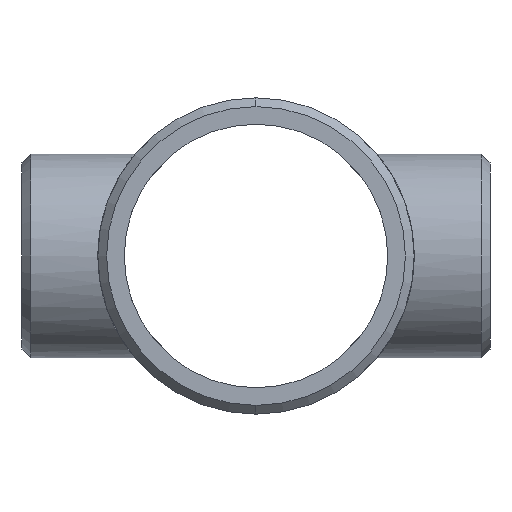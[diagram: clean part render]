
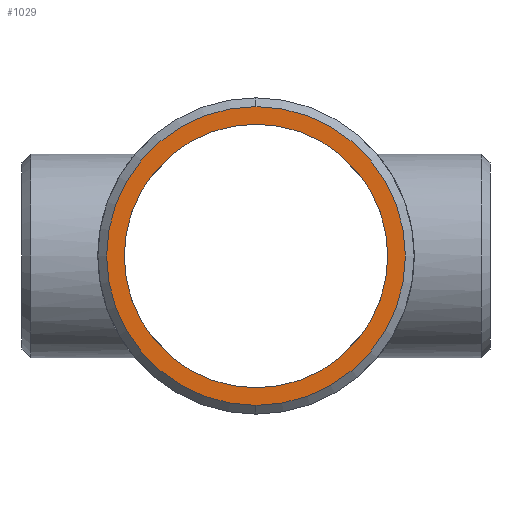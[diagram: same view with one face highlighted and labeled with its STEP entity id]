
A CAD part, left-side view. The second image highlights one B-rep face of the part: STEP entity #1029.
In plain terms, the highlighted planar face has unit normal (-1, 0, 0).
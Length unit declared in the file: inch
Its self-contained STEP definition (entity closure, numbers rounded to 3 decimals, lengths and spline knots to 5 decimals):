
#70 = CIRCLE ( 'NONE', #1232, 3.5935 ) ;
#79 = DIRECTION ( 'NONE',  ( -1., 0., 0. ) ) ;
#123 = CIRCLE ( 'NONE', #1205, 4.07283 ) ;
#133 = CARTESIAN_POINT ( 'NONE',  ( -7., 0., 0. ) ) ;
#174 = PLANE ( 'NONE',  #337 ) ;
#183 = EDGE_LOOP ( 'NONE', ( #856, #429 ) ) ;
#219 = DIRECTION ( 'NONE',  ( 0., 0., 1. ) ) ;
#233 = CIRCLE ( 'NONE', #795, 4.07283 ) ;
#246 = DIRECTION ( 'NONE',  ( 0., 0., 1. ) ) ;
#286 = CARTESIAN_POINT ( 'NONE',  ( -7., 0., -4.07283 ) ) ;
#287 = DIRECTION ( 'NONE',  ( 0., 0., -1. ) ) ;
#308 = VERTEX_POINT ( 'NONE', #787 ) ;
#337 = AXIS2_PLACEMENT_3D ( 'NONE', #368, #1098, #287 ) ;
#346 = DIRECTION ( 'NONE',  ( 1., 0., 0. ) ) ;
#368 = CARTESIAN_POINT ( 'NONE',  ( -7., 0., 0. ) ) ;
#394 = VERTEX_POINT ( 'NONE', #286 ) ;
#414 = ORIENTED_EDGE ( 'NONE', *, *, #764, .T. ) ;
#429 = ORIENTED_EDGE ( 'NONE', *, *, #667, .T. ) ;
#432 = DIRECTION ( 'NONE',  ( -1., 0., 0. ) ) ;
#450 = CIRCLE ( 'NONE', #989, 3.5935 ) ;
#460 = DIRECTION ( 'NONE',  ( 1., 0., 0. ) ) ;
#507 = EDGE_LOOP ( 'NONE', ( #836, #414 ) ) ;
#565 = CARTESIAN_POINT ( 'NONE',  ( -7., 0., 0. ) ) ;
#568 = FACE_BOUND ( 'NONE', #183, .T. ) ;
#652 = DIRECTION ( 'NONE',  ( 0., 0., 1. ) ) ;
#656 = CARTESIAN_POINT ( 'NONE',  ( -7., 0., 0. ) ) ;
#667 = EDGE_CURVE ( 'NONE', #1247, #941, #70, .T. ) ;
#674 = EDGE_CURVE ( 'NONE', #941, #1247, #450, .T. ) ;
#696 = FACE_OUTER_BOUND ( 'NONE', #507, .T. ) ;
#764 = EDGE_CURVE ( 'NONE', #308, #394, #123, .T. ) ;
#787 = CARTESIAN_POINT ( 'NONE',  ( -7., 0., 4.07283 ) ) ;
#795 = AXIS2_PLACEMENT_3D ( 'NONE', #656, #432, #219 ) ;
#836 = ORIENTED_EDGE ( 'NONE', *, *, #1263, .T. ) ;
#856 = ORIENTED_EDGE ( 'NONE', *, *, #674, .T. ) ;
#891 = CARTESIAN_POINT ( 'NONE',  ( -7., 0., 0. ) ) ;
#935 = CARTESIAN_POINT ( 'NONE',  ( -7., 0., 3.5935 ) ) ;
#941 = VERTEX_POINT ( 'NONE', #935 ) ;
#989 = AXIS2_PLACEMENT_3D ( 'NONE', #565, #460, #246 ) ;
#1029 = ADVANCED_FACE ( 'NONE', ( #696, #568 ), #174, .T. ) ;
#1067 = CARTESIAN_POINT ( 'NONE',  ( -7., 0., -3.5935 ) ) ;
#1098 = DIRECTION ( 'NONE',  ( -1., 0., 0. ) ) ;
#1205 = AXIS2_PLACEMENT_3D ( 'NONE', #891, #79, #1327 ) ;
#1232 = AXIS2_PLACEMENT_3D ( 'NONE', #133, #346, #652 ) ;
#1247 = VERTEX_POINT ( 'NONE', #1067 ) ;
#1263 = EDGE_CURVE ( 'NONE', #394, #308, #233, .T. ) ;
#1327 = DIRECTION ( 'NONE',  ( 0., 0., 1. ) ) ;
